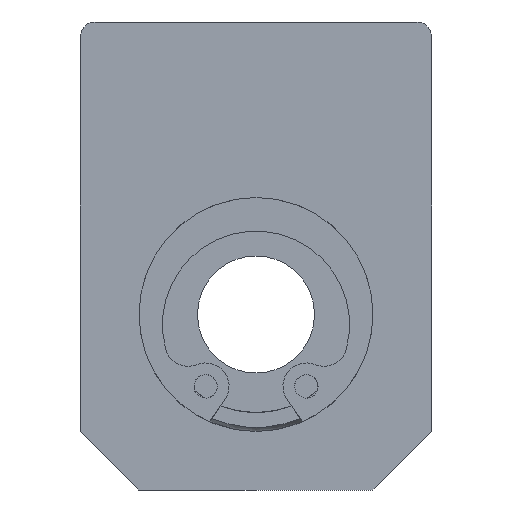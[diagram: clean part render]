
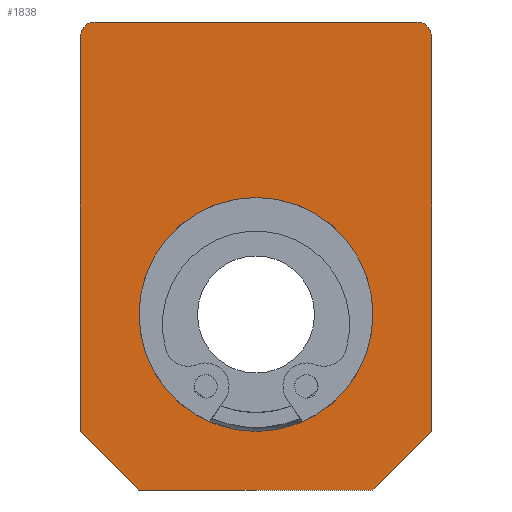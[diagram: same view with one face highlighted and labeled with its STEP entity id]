
A CAD part, left-side view. The second image highlights one B-rep face of the part: STEP entity #1838.
In plain terms, the highlighted planar face has unit normal (-1, 0, 0).
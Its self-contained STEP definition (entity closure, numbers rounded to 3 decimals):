
#1663=CARTESIAN_POINT('',(0.0,4.0,0.));
#1664=VERTEX_POINT('',#1663);
#1665=CARTESIAN_POINT('',(0.0,0.0,0.0));
#1666=DIRECTION('',(1.0,0.0,0.0));
#1667=DIRECTION('',(0.0,-1.0,0.0));
#1668=AXIS2_PLACEMENT_3D('',#1665,#1666,#1667);
#1669=CIRCLE('',#1668,4.0);
#1670=EDGE_CURVE('',#1664,#1664,#1669,.T.);
#1700=CARTESIAN_POINT('',(0.0,6.,9.5));
#1701=VERTEX_POINT('',#1700);
#1708=CARTESIAN_POINT('',(0.0,5.5,10.));
#1709=VERTEX_POINT('',#1708);
#1710=CARTESIAN_POINT('',(0.0,5.5,9.5));
#1711=DIRECTION('',(1.,0.0,0.0));
#1712=DIRECTION('',(0.0,0.707,0.707));
#1713=AXIS2_PLACEMENT_3D('',#1710,#1711,#1712);
#1714=CIRCLE('',#1713,0.5);
#1715=EDGE_CURVE('',#1701,#1709,#1714,.T.);
#1732=CARTESIAN_POINT('',(0.0,-5.5,10.));
#1733=VERTEX_POINT('',#1732);
#1734=CARTESIAN_POINT('',(0.0,5.5,10.));
#1735=DIRECTION('',(0.0,-1.0,0.0));
#1736=VECTOR('',#1735,11.);
#1737=LINE('',#1734,#1736);
#1738=EDGE_CURVE('',#1709,#1733,#1737,.T.);
#1779=CARTESIAN_POINT('',(0.0,0.,2.));
#1780=DIRECTION('',(1.0,0.0,0.0));
#1781=DIRECTION('',(0.0,0.0,-1.0));
#1782=AXIS2_PLACEMENT_3D('',#1779,#1780,#1781);
#1783=PLANE('',#1782);
#1784=ORIENTED_EDGE('',*,*,#1715,.F.);
#1785=CARTESIAN_POINT('',(0.0,6.,-4.));
#1786=VERTEX_POINT('',#1785);
#1787=CARTESIAN_POINT('',(0.0,6.,-4.));
#1788=DIRECTION('',(0.0,0.0,1.0));
#1789=VECTOR('',#1788,13.5);
#1790=LINE('',#1787,#1789);
#1791=EDGE_CURVE('',#1786,#1701,#1790,.T.);
#1792=ORIENTED_EDGE('',*,*,#1791,.F.);
#1793=CARTESIAN_POINT('',(0.0,4.,-6.));
#1794=VERTEX_POINT('',#1793);
#1795=CARTESIAN_POINT('',(0.0,4.,-6.));
#1796=DIRECTION('',(0.0,0.707,0.707));
#1797=VECTOR('',#1796,2.828);
#1798=LINE('',#1795,#1797);
#1799=EDGE_CURVE('',#1794,#1786,#1798,.T.);
#1800=ORIENTED_EDGE('',*,*,#1799,.F.);
#1801=CARTESIAN_POINT('',(0.0,-4.,-6.));
#1802=VERTEX_POINT('',#1801);
#1803=CARTESIAN_POINT('',(0.0,-4.,-6.));
#1804=DIRECTION('',(0.0,1.0,0.0));
#1805=VECTOR('',#1804,8.);
#1806=LINE('',#1803,#1805);
#1807=EDGE_CURVE('',#1802,#1794,#1806,.T.);
#1808=ORIENTED_EDGE('',*,*,#1807,.F.);
#1809=CARTESIAN_POINT('',(0.0,-6.,-4.));
#1810=VERTEX_POINT('',#1809);
#1811=CARTESIAN_POINT('',(0.0,-6.,-4.));
#1812=DIRECTION('',(0.0,0.707,-0.707));
#1813=VECTOR('',#1812,2.828);
#1814=LINE('',#1811,#1813);
#1815=EDGE_CURVE('',#1810,#1802,#1814,.T.);
#1816=ORIENTED_EDGE('',*,*,#1815,.F.);
#1817=CARTESIAN_POINT('',(0.0,-6.,9.5));
#1818=VERTEX_POINT('',#1817);
#1819=CARTESIAN_POINT('',(0.0,-6.,9.5));
#1820=DIRECTION('',(0.0,0.0,-1.0));
#1821=VECTOR('',#1820,13.5);
#1822=LINE('',#1819,#1821);
#1823=EDGE_CURVE('',#1818,#1810,#1822,.T.);
#1824=ORIENTED_EDGE('',*,*,#1823,.F.);
#1825=CARTESIAN_POINT('',(0.0,-5.5,9.5));
#1826=DIRECTION('',(1.,0.0,0.0));
#1827=DIRECTION('',(0.0,-0.707,0.707));
#1828=AXIS2_PLACEMENT_3D('',#1825,#1826,#1827);
#1829=CIRCLE('',#1828,0.5);
#1830=EDGE_CURVE('',#1733,#1818,#1829,.T.);
#1831=ORIENTED_EDGE('',*,*,#1830,.F.);
#1832=ORIENTED_EDGE('',*,*,#1738,.F.);
#1833=EDGE_LOOP('',(#1784,#1792,#1800,#1808,#1816,#1824,#1831,#1832));
#1834=FACE_OUTER_BOUND('',#1833,.T.);
#1835=ORIENTED_EDGE('',*,*,#1670,.T.);
#1836=EDGE_LOOP('',(#1835));
#1837=FACE_BOUND('',#1836,.T.);
#1838=ADVANCED_FACE('',(#1834,#1837),#1783,.F.);
